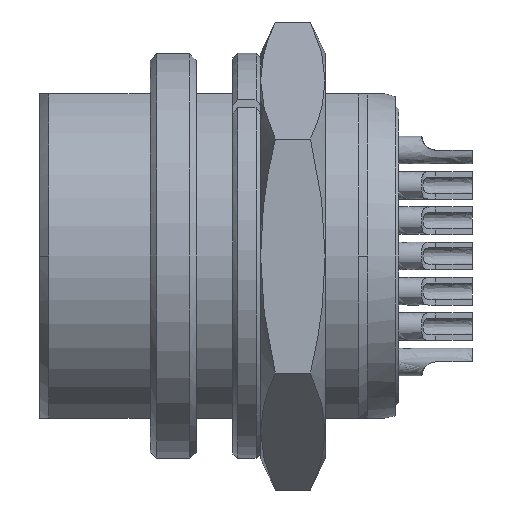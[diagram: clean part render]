
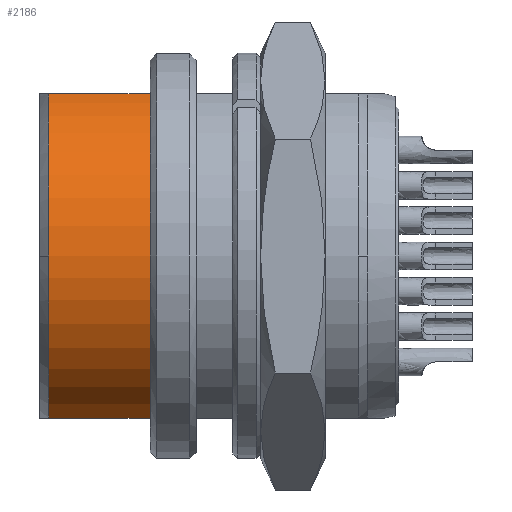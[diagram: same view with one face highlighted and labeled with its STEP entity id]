
A CAD part, front view. The second image highlights one B-rep face of the part: STEP entity #2186.
In plain terms, the highlighted free-form (B-spline) face has degree [2, 1] with [3, 2] control points.
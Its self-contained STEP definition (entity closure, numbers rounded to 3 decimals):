
#2039 = VERTEX_POINT('',#2040);
#2040 = CARTESIAN_POINT('',(-2.633,-3.769,
    9.267));
#2062 = VERTEX_POINT('',#2063);
#2063 = CARTESIAN_POINT('',(-8.424,-3.769,
    9.267));
#2069 = EDGE_CURVE('',#2039,#2062,#2070,.T.);
#2070 = B_SPLINE_CURVE_WITH_KNOTS('',1,(#2071,#2072),.UNSPECIFIED.,.F.,
  .F.,(2,2),(-0.,5.5),.PIECEWISE_BEZIER_KNOTS.);
#2071 = CARTESIAN_POINT('',(-2.633,-3.769,
    9.267));
#2072 = CARTESIAN_POINT('',(-8.424,-3.769,
    9.267));
#2099 = VERTEX_POINT('',#2100);
#2100 = CARTESIAN_POINT('',(-2.633,-3.769,
    -9.267));
#2105 = EDGE_CURVE('',#2099,#2106,#2108,.T.);
#2106 = VERTEX_POINT('',#2107);
#2107 = CARTESIAN_POINT('',(-2.633,-10.004,0.));
#2108 = ( BOUNDED_CURVE() B_SPLINE_CURVE(2,(#2109,#2110,#2111),
.UNSPECIFIED.,.F.,.F.) B_SPLINE_CURVE_WITH_KNOTS((3,3),(5.099,
6.283),.PIECEWISE_BEZIER_KNOTS.) CURVE() 
GEOMETRIC_REPRESENTATION_ITEM() RATIONAL_B_SPLINE_CURVE((1.,
0.83,1.)) REPRESENTATION_ITEM('') );
#2109 = CARTESIAN_POINT('',(-2.633,-3.769,
    -9.267));
#2110 = CARTESIAN_POINT('',(-2.633,-10.004,
    -6.731));
#2111 = CARTESIAN_POINT('',(-2.633,-10.004,
    0.));
#2113 = EDGE_CURVE('',#2106,#2039,#2114,.T.);
#2114 = ( BOUNDED_CURVE() B_SPLINE_CURVE(2,(#2115,#2116,#2117),
.UNSPECIFIED.,.F.,.F.) B_SPLINE_CURVE_WITH_KNOTS((3,3),(0.,
1.185),.PIECEWISE_BEZIER_KNOTS.) CURVE() 
GEOMETRIC_REPRESENTATION_ITEM() RATIONAL_B_SPLINE_CURVE((1.,
0.83,1.)) REPRESENTATION_ITEM('') );
#2115 = CARTESIAN_POINT('',(-2.633,-10.004,0.));
#2116 = CARTESIAN_POINT('',(-2.633,-10.004,
    6.731));
#2117 = CARTESIAN_POINT('',(-2.633,-3.769,
    9.267));
#2145 = VERTEX_POINT('',#2146);
#2146 = CARTESIAN_POINT('',(-8.424,-3.769,
    -9.267));
#2152 = EDGE_CURVE('',#2099,#2145,#2153,.T.);
#2153 = B_SPLINE_CURVE_WITH_KNOTS('',1,(#2154,#2155),.UNSPECIFIED.,.F.,
  .F.,(2,2),(-0.,5.5),.PIECEWISE_BEZIER_KNOTS.);
#2154 = CARTESIAN_POINT('',(-2.633,-3.769,
    -9.267));
#2155 = CARTESIAN_POINT('',(-8.424,-3.769,
    -9.267));
#2186 = ADVANCED_FACE('',(#2187),#2207,.T.);
#2187 = FACE_BOUND('',#2188,.T.);
#2188 = EDGE_LOOP('',(#2189,#2190,#2191,#2192,#2200,#2206));
#2189 = ORIENTED_EDGE('',*,*,#2105,.T.);
#2190 = ORIENTED_EDGE('',*,*,#2113,.T.);
#2191 = ORIENTED_EDGE('',*,*,#2069,.T.);
#2192 = ORIENTED_EDGE('',*,*,#2193,.F.);
#2193 = EDGE_CURVE('',#2194,#2062,#2196,.T.);
#2194 = VERTEX_POINT('',#2195);
#2195 = CARTESIAN_POINT('',(-8.424,-10.004,0.));
#2196 = ( BOUNDED_CURVE() B_SPLINE_CURVE(2,(#2197,#2198,#2199),
.UNSPECIFIED.,.F.,.F.) B_SPLINE_CURVE_WITH_KNOTS((3,3),(0.,
1.185),.PIECEWISE_BEZIER_KNOTS.) CURVE() 
GEOMETRIC_REPRESENTATION_ITEM() RATIONAL_B_SPLINE_CURVE((1.,
0.83,1.)) REPRESENTATION_ITEM('') );
#2197 = CARTESIAN_POINT('',(-8.424,-10.004,0.));
#2198 = CARTESIAN_POINT('',(-8.424,-10.004,
    6.731));
#2199 = CARTESIAN_POINT('',(-8.424,-3.769,
    9.267));
#2200 = ORIENTED_EDGE('',*,*,#2201,.F.);
#2201 = EDGE_CURVE('',#2145,#2194,#2202,.T.);
#2202 = ( BOUNDED_CURVE() B_SPLINE_CURVE(2,(#2203,#2204,#2205),
.UNSPECIFIED.,.F.,.F.) B_SPLINE_CURVE_WITH_KNOTS((3,3),(5.099,
6.283),.PIECEWISE_BEZIER_KNOTS.) CURVE() 
GEOMETRIC_REPRESENTATION_ITEM() RATIONAL_B_SPLINE_CURVE((1.,
0.83,1.)) REPRESENTATION_ITEM('') );
#2203 = CARTESIAN_POINT('',(-8.424,-3.769,
    -9.267));
#2204 = CARTESIAN_POINT('',(-8.424,-10.004,
    -6.731));
#2205 = CARTESIAN_POINT('',(-8.424,-10.004,
    0.));
#2206 = ORIENTED_EDGE('',*,*,#2152,.F.);
#2207 = ( BOUNDED_SURFACE() B_SPLINE_SURFACE(2,1,(
    (#2208,#2209)
    ,(#2210,#2211)
    ,(#2212,#2213
)),.UNSPECIFIED.,.F.,.F.,.F.) B_SPLINE_SURFACE_WITH_KNOTS((3,3),(2,2),(
    5.099,7.468),(0.,5.5),.PIECEWISE_BEZIER_KNOTS.) 
GEOMETRIC_REPRESENTATION_ITEM() RATIONAL_B_SPLINE_SURFACE((
    (1.,1.)
    ,(0.377,0.377)
,(1.,1.))) REPRESENTATION_ITEM('') SURFACE() );
#2208 = CARTESIAN_POINT('',(-8.424,-3.769,
    9.267));
#2209 = CARTESIAN_POINT('',(-2.633,-3.769,
    9.267));
#2210 = CARTESIAN_POINT('',(-8.424,-26.553,
    0.));
#2211 = CARTESIAN_POINT('',(-2.633,-26.553,
    0.));
#2212 = CARTESIAN_POINT('',(-8.424,-3.769,
    -9.267));
#2213 = CARTESIAN_POINT('',(-2.633,-3.769,
    -9.267));
